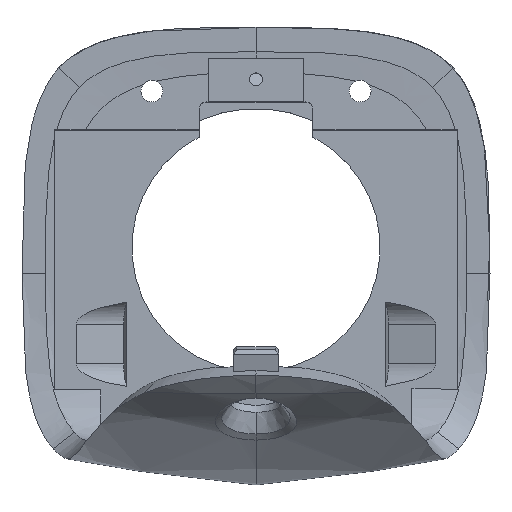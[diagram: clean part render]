
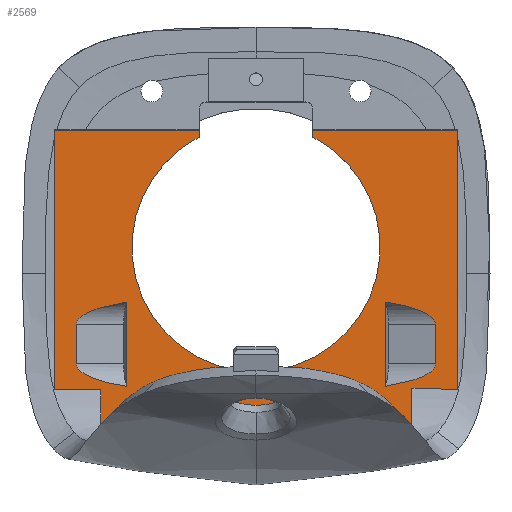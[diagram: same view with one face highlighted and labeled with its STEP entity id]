
A CAD part, top view. The second image highlights one B-rep face of the part: STEP entity #2569.
In plain terms, the highlighted planar face has unit normal (0, 0, 1).
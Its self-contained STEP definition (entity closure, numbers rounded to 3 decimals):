
#42=FACE_BOUND('',#286,.T.);
#43=FACE_BOUND('',#287,.T.);
#44=FACE_BOUND('',#288,.T.);
#52=ELLIPSE('',#2722,11.591,3.);
#53=ELLIPSE('',#2724,11.591,3.);
#54=ELLIPSE('',#2725,11.591,3.);
#55=ELLIPSE('',#2726,11.591,3.);
#56=ELLIPSE('',#2727,11.591,3.);
#68=CIRCLE('',#2719,14.3);
#69=CIRCLE('',#2720,16.);
#70=CIRCLE('',#2721,14.3);
#71=CIRCLE('',#2723,2.1);
#149=FACE_OUTER_BOUND('',#285,.T.);
#285=EDGE_LOOP('',(#1685,#1686,#1687,#1688,#1689,#1690,#1691,#1692,#1693,
#1694,#1695,#1696,#1697,#1698,#1699,#1700));
#286=EDGE_LOOP('',(#1701));
#287=EDGE_LOOP('',(#1702,#1703,#1704,#1705));
#288=EDGE_LOOP('',(#1706,#1707,#1708,#1709));
#600=LINE('',#3355,#789);
#603=LINE('',#9005,#792);
#604=LINE('',#9007,#793);
#605=LINE('',#9011,#794);
#606=LINE('',#9015,#795);
#607=LINE('',#9019,#796);
#608=LINE('',#9021,#797);
#609=LINE('',#9023,#798);
#610=LINE('',#9025,#799);
#611=LINE('',#9027,#800);
#612=LINE('',#9029,#801);
#613=LINE('',#9031,#802);
#614=LINE('',#9039,#803);
#615=LINE('',#9042,#804);
#616=LINE('',#9047,#805);
#617=LINE('',#9050,#806);
#789=VECTOR('',#2869,10.);
#792=VECTOR('',#2874,10.);
#793=VECTOR('',#2875,10.);
#794=VECTOR('',#2878,10.);
#795=VECTOR('',#2881,10.);
#796=VECTOR('',#2884,10.);
#797=VECTOR('',#2885,10.);
#798=VECTOR('',#2886,10.);
#799=VECTOR('',#2887,10.);
#800=VECTOR('',#2888,10.);
#801=VECTOR('',#2889,10.);
#802=VECTOR('',#2890,10.);
#803=VECTOR('',#2897,10.);
#804=VECTOR('',#2900,10.);
#805=VECTOR('',#2903,10.);
#806=VECTOR('',#2906,10.);
#977=VERTEX_POINT('',#3351);
#979=VERTEX_POINT('',#3354);
#990=VERTEX_POINT('',#9004);
#991=VERTEX_POINT('',#9006);
#992=VERTEX_POINT('',#9008);
#993=VERTEX_POINT('',#9010);
#994=VERTEX_POINT('',#9012);
#995=VERTEX_POINT('',#9014);
#996=VERTEX_POINT('',#9016);
#997=VERTEX_POINT('',#9018);
#998=VERTEX_POINT('',#9020);
#999=VERTEX_POINT('',#9022);
#1000=VERTEX_POINT('',#9024);
#1001=VERTEX_POINT('',#9026);
#1002=VERTEX_POINT('',#9028);
#1003=VERTEX_POINT('',#9030);
#1004=VERTEX_POINT('',#9033);
#1005=VERTEX_POINT('',#9035);
#1006=VERTEX_POINT('',#9036);
#1007=VERTEX_POINT('',#9038);
#1008=VERTEX_POINT('',#9040);
#1009=VERTEX_POINT('',#9043);
#1010=VERTEX_POINT('',#9044);
#1011=VERTEX_POINT('',#9046);
#1012=VERTEX_POINT('',#9048);
#1257=EDGE_CURVE('',#979,#977,#600,.T.);
#1270=EDGE_CURVE('',#990,#977,#603,.T.);
#1271=EDGE_CURVE('',#991,#990,#604,.T.);
#1272=EDGE_CURVE('',#991,#992,#68,.T.);
#1273=EDGE_CURVE('',#993,#992,#605,.T.);
#1274=EDGE_CURVE('',#994,#993,#69,.T.);
#1275=EDGE_CURVE('',#995,#994,#606,.T.);
#1276=EDGE_CURVE('',#996,#995,#70,.T.);
#1277=EDGE_CURVE('',#997,#996,#607,.T.);
#1278=EDGE_CURVE('',#998,#997,#608,.T.);
#1279=EDGE_CURVE('',#998,#999,#609,.T.);
#1280=EDGE_CURVE('',#1000,#999,#610,.T.);
#1281=EDGE_CURVE('',#1001,#1000,#611,.T.);
#1282=EDGE_CURVE('',#1002,#1001,#612,.T.);
#1283=EDGE_CURVE('',#1002,#1003,#613,.T.);
#1284=EDGE_CURVE('',#979,#1003,#52,.T.);
#1285=EDGE_CURVE('',#1004,#1004,#71,.T.);
#1286=EDGE_CURVE('',#1005,#1006,#53,.T.);
#1287=EDGE_CURVE('',#1007,#1005,#614,.T.);
#1288=EDGE_CURVE('',#1008,#1007,#54,.T.);
#1289=EDGE_CURVE('',#1008,#1006,#615,.T.);
#1290=EDGE_CURVE('',#1009,#1010,#55,.T.);
#1291=EDGE_CURVE('',#1011,#1009,#616,.T.);
#1292=EDGE_CURVE('',#1012,#1011,#56,.T.);
#1293=EDGE_CURVE('',#1010,#1012,#617,.T.);
#1685=ORIENTED_EDGE('',*,*,#1270,.F.);
#1686=ORIENTED_EDGE('',*,*,#1271,.F.);
#1687=ORIENTED_EDGE('',*,*,#1272,.T.);
#1688=ORIENTED_EDGE('',*,*,#1273,.F.);
#1689=ORIENTED_EDGE('',*,*,#1274,.F.);
#1690=ORIENTED_EDGE('',*,*,#1275,.F.);
#1691=ORIENTED_EDGE('',*,*,#1276,.F.);
#1692=ORIENTED_EDGE('',*,*,#1277,.F.);
#1693=ORIENTED_EDGE('',*,*,#1278,.F.);
#1694=ORIENTED_EDGE('',*,*,#1279,.T.);
#1695=ORIENTED_EDGE('',*,*,#1280,.F.);
#1696=ORIENTED_EDGE('',*,*,#1281,.F.);
#1697=ORIENTED_EDGE('',*,*,#1282,.F.);
#1698=ORIENTED_EDGE('',*,*,#1283,.T.);
#1699=ORIENTED_EDGE('',*,*,#1284,.F.);
#1700=ORIENTED_EDGE('',*,*,#1257,.T.);
#1701=ORIENTED_EDGE('',*,*,#1285,.T.);
#1702=ORIENTED_EDGE('',*,*,#1286,.F.);
#1703=ORIENTED_EDGE('',*,*,#1287,.F.);
#1704=ORIENTED_EDGE('',*,*,#1288,.F.);
#1705=ORIENTED_EDGE('',*,*,#1289,.T.);
#1706=ORIENTED_EDGE('',*,*,#1290,.F.);
#1707=ORIENTED_EDGE('',*,*,#1291,.F.);
#1708=ORIENTED_EDGE('',*,*,#1292,.F.);
#1709=ORIENTED_EDGE('',*,*,#1293,.F.);
#2499=PLANE('',#2718);
#2569=ADVANCED_FACE('',(#149,#42,#43,#44),#2499,.T.);
#2718=AXIS2_PLACEMENT_3D('',#9003,#2872,#2873);
#2719=AXIS2_PLACEMENT_3D('',#9009,#2876,#2877);
#2720=AXIS2_PLACEMENT_3D('',#9013,#2879,#2880);
#2721=AXIS2_PLACEMENT_3D('',#9017,#2882,#2883);
#2722=AXIS2_PLACEMENT_3D('',#9032,#2891,#2892);
#2723=AXIS2_PLACEMENT_3D('',#9034,#2893,#2894);
#2724=AXIS2_PLACEMENT_3D('',#9037,#2895,#2896);
#2725=AXIS2_PLACEMENT_3D('',#9041,#2898,#2899);
#2726=AXIS2_PLACEMENT_3D('',#9045,#2901,#2902);
#2727=AXIS2_PLACEMENT_3D('',#9049,#2904,#2905);
#2869=DIRECTION('',(0.,1.,0.));
#2872=DIRECTION('center_axis',(0.,0.,1.));
#2873=DIRECTION('ref_axis',(-1.,0.,0.));
#2874=DIRECTION('',(1.,0.,0.));
#2875=DIRECTION('',(0.,1.,0.));
#2876=DIRECTION('center_axis',(0.,0.,-1.));
#2877=DIRECTION('ref_axis',(0.458,0.889,0.));
#2878=DIRECTION('',(0.,1.,0.));
#2879=DIRECTION('center_axis',(0.,0.,1.));
#2880=DIRECTION('ref_axis',(-0.137,-0.991,0.));
#2881=DIRECTION('',(0.,-1.,0.));
#2882=DIRECTION('center_axis',(0.,0.,1.));
#2883=DIRECTION('ref_axis',(0.,1.,0.));
#2884=DIRECTION('',(0.,-1.,0.));
#2885=DIRECTION('',(1.,0.,0.));
#2886=DIRECTION('',(0.,-1.,0.));
#2887=DIRECTION('',(-1.,0.,0.));
#2888=DIRECTION('',(0.,1.,0.));
#2889=DIRECTION('',(-1.,0.,0.));
#2890=DIRECTION('',(0.,1.,0.));
#2891=DIRECTION('center_axis',(0.,0.,-1.));
#2892=DIRECTION('ref_axis',(-1.,0.,0.));
#2893=DIRECTION('center_axis',(0.,0.,-1.));
#2894=DIRECTION('ref_axis',(1.,0.,0.));
#2895=DIRECTION('center_axis',(0.,0.,1.));
#2896=DIRECTION('ref_axis',(1.,0.,0.));
#2897=DIRECTION('',(0.,-1.,0.));
#2898=DIRECTION('center_axis',(0.,0.,1.));
#2899=DIRECTION('ref_axis',(1.,0.,0.));
#2900=DIRECTION('',(0.,-1.,0.));
#2901=DIRECTION('center_axis',(0.,0.,1.));
#2902=DIRECTION('ref_axis',(-1.,0.,0.));
#2903=DIRECTION('',(0.,-1.,0.));
#2904=DIRECTION('center_axis',(0.,0.,1.));
#2905=DIRECTION('ref_axis',(-1.,0.,0.));
#2906=DIRECTION('',(0.,1.,0.));
#3351=CARTESIAN_POINT('',(23.255,16.539,-27.913));
#3354=CARTESIAN_POINT('',(23.255,-13.352,-27.913));
#3355=CARTESIAN_POINT('',(23.255,-8.805,-27.913));
#9003=CARTESIAN_POINT('Origin',(-16.868,-14.719,-27.913));
#9004=CARTESIAN_POINT('',(6.55,16.539,-27.913));
#9005=CARTESIAN_POINT('',(3.275,16.539,-27.913));
#9006=CARTESIAN_POINT('',(6.55,15.727,-27.913));
#9007=CARTESIAN_POINT('',(6.55,13.954,-27.913));
#9008=CARTESIAN_POINT('',(2.187,-11.116,-27.913));
#9009=CARTESIAN_POINT('Origin',(0.,3.016,-27.913));
#9010=CARTESIAN_POINT('',(2.187,-12.834,-27.913));
#9011=CARTESIAN_POINT('',(2.187,-14.234,-27.913));
#9012=CARTESIAN_POINT('',(-2.187,-12.834,-27.913));
#9013=CARTESIAN_POINT('Origin',(0.,3.016,-27.913));
#9014=CARTESIAN_POINT('',(-2.187,-11.116,-27.913));
#9015=CARTESIAN_POINT('',(-2.187,-11.09,-27.913));
#9016=CARTESIAN_POINT('',(-6.55,15.727,-27.913));
#9017=CARTESIAN_POINT('Origin',(0.,3.016,
-27.913));
#9018=CARTESIAN_POINT('',(-6.55,16.539,-27.913));
#9019=CARTESIAN_POINT('',(-6.55,13.954,-27.913));
#9020=CARTESIAN_POINT('',(-23.255,16.539,-27.913));
#9021=CARTESIAN_POINT('',(-9.277,16.539,-27.913));
#9022=CARTESIAN_POINT('',(-23.255,-13.372,-27.913));
#9023=CARTESIAN_POINT('',(-23.255,-14.035,-27.913));
#9024=CARTESIAN_POINT('',(-17.857,-13.372,-27.913));
#9025=CARTESIAN_POINT('',(-8.928,-13.372,-27.913));
#9026=CARTESIAN_POINT('',(-17.857,-20.183,-27.913));
#9027=CARTESIAN_POINT('',(-17.857,-8.896,-27.913));
#9028=CARTESIAN_POINT('',(17.96,-20.183,-27.913));
#9029=CARTESIAN_POINT('',(8.98,-20.183,-27.913));
#9030=CARTESIAN_POINT('',(17.96,-13.191,-27.913));
#9031=CARTESIAN_POINT('',(17.96,-14.951,-27.913));
#9032=CARTESIAN_POINT('Origin',(21.927,-10.372,-27.913));
#9033=CARTESIAN_POINT('',(-2.1,-18.018,-27.913));
#9034=CARTESIAN_POINT('Origin',(0.,-18.018,-27.913));
#9035=CARTESIAN_POINT('',(-20.694,-10.372,-27.913));
#9036=CARTESIAN_POINT('',(-14.858,-12.976,-27.913));
#9037=CARTESIAN_POINT('Origin',(-9.102,-10.372,-27.913));
#9038=CARTESIAN_POINT('',(-20.694,-5.872,-27.913));
#9039=CARTESIAN_POINT('',(-20.694,-4.275,-27.913));
#9040=CARTESIAN_POINT('',(-14.858,-3.268,-27.913));
#9041=CARTESIAN_POINT('Origin',(-9.102,-5.872,-27.913));
#9042=CARTESIAN_POINT('',(-14.858,-11.09,-27.913));
#9043=CARTESIAN_POINT('',(14.858,-12.976,-27.913));
#9044=CARTESIAN_POINT('',(20.694,-10.372,-27.913));
#9045=CARTESIAN_POINT('Origin',(9.102,-10.372,-27.913));
#9046=CARTESIAN_POINT('',(14.858,-3.268,-27.913));
#9047=CARTESIAN_POINT('',(14.858,-11.09,-27.913));
#9048=CARTESIAN_POINT('',(20.694,-5.872,-27.913));
#9049=CARTESIAN_POINT('Origin',(9.102,-5.872,-27.913));
#9050=CARTESIAN_POINT('',(20.694,-4.275,-27.913));
